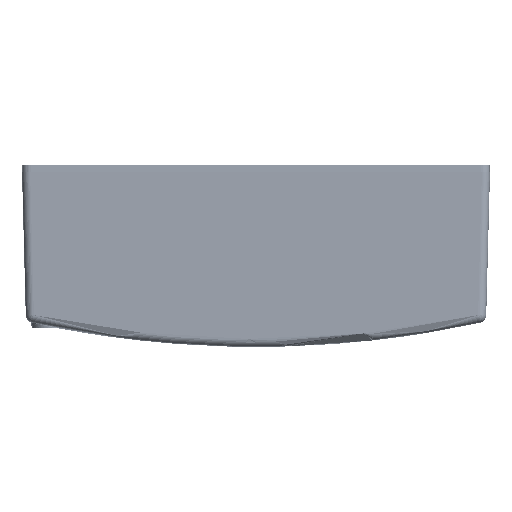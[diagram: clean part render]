
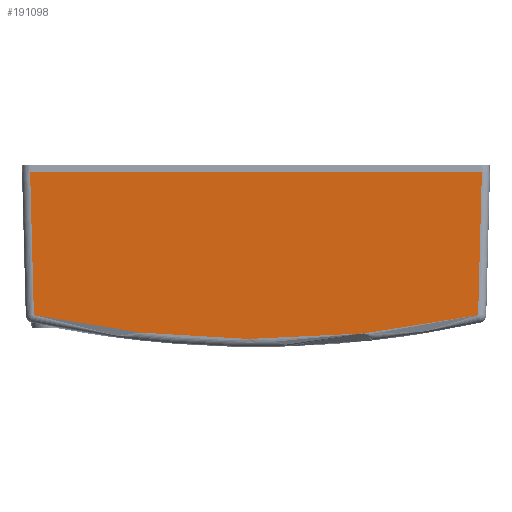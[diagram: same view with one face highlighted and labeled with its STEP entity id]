
A CAD part, front view. The second image highlights one B-rep face of the part: STEP entity #191098.
In plain terms, the highlighted face is planar.
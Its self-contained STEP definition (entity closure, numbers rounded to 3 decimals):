
#175900=CARTESIAN_POINT('',(180.601,-138.649,
0.388));
#176001=DIRECTION('',(-0.026,0.026,0.999));
#176002=VECTOR('',#176001,87.643);
#176003=CARTESIAN_POINT('',(180.601,-138.649,
0.388));
#176004=LINE('',#176003,#176002);
#176008=CARTESIAN_POINT('',(178.306,-136.356,
87.971));
#176009=CARTESIAN_POINT('',(178.222,-121.412,
91.219));
#176010=CARTESIAN_POINT('',(178.081,-91.38,
96.632));
#176011=CARTESIAN_POINT('',(177.952,-45.796,
101.53));
#176012=CARTESIAN_POINT('',(177.91,0.003,
103.164));
#176013=CARTESIAN_POINT('',(177.952,45.803,
101.53));
#176014=CARTESIAN_POINT('',(178.081,91.387,
96.632));
#176015=CARTESIAN_POINT('',(178.222,121.419,
91.219));
#176016=CARTESIAN_POINT('',(178.306,136.362,
87.971));
#176021=DIRECTION('',(0.026,0.026,-0.999));
#176022=VECTOR('',#176021,87.643);
#176023=CARTESIAN_POINT('',(178.306,136.362,
87.971));
#176024=LINE('',#176023,#176022);
#176028=DIRECTION('',(0.,-1.,0.));
#176029=VECTOR('',#176028,277.305);
#176030=CARTESIAN_POINT('',(180.601,138.656,
0.388));
#176031=LINE('',#176030,#176029);
#188208=VERTEX_POINT('',#175900);
#188209=CARTESIAN_POINT('',(180.601,138.656,
0.388));
#188210=VERTEX_POINT('',#188209);
#188435=CARTESIAN_POINT('',(178.308,-136.355,
87.971));
#188436=VERTEX_POINT('',#188435);
#188446=CARTESIAN_POINT('',(178.308,136.362,
87.971));
#188447=VERTEX_POINT('',#188446);
#191086=CARTESIAN_POINT('',(180.601,0.003,
0.388));
#191087=DIRECTION('',(1.,0.,0.026));
#191088=DIRECTION('',(-0.026,0.,1.));
#191089=AXIS2_PLACEMENT_3D('',#191086,#191087,#191088);
#191090=PLANE('',#191089);
#191091=ORIENTED_EDGE('',*,*,#190995,.T.);
#191093=ORIENTED_EDGE('',*,*,#191092,.T.);
#191094=ORIENTED_EDGE('',*,*,#191079,.T.);
#191095=ORIENTED_EDGE('',*,*,#190673,.T.);
#191096=EDGE_LOOP('',(#191091,#191093,#191094,#191095));
#191097=FACE_OUTER_BOUND('',#191096,.F.);
#176017=B_SPLINE_CURVE_WITH_KNOTS('',3,(#176008,#176009,#176010,#176011,#176012,
#176013,#176014,#176015,#176016),.UNSPECIFIED.,.F.,.F.,(4,1,1,1,1,1,4),(0.,
0.167,0.333,0.5,0.667,0.833,
1.),.UNSPECIFIED.);
#190673=EDGE_CURVE('',#188210,#188208,#176031,.T.);
#190995=EDGE_CURVE('',#188208,#188436,#176004,.T.);
#191079=EDGE_CURVE('',#188447,#188210,#176024,.T.);
#191092=EDGE_CURVE('',#188436,#188447,#176017,.T.);
#191098=ADVANCED_FACE('',(#191097),#191090,.T.);
